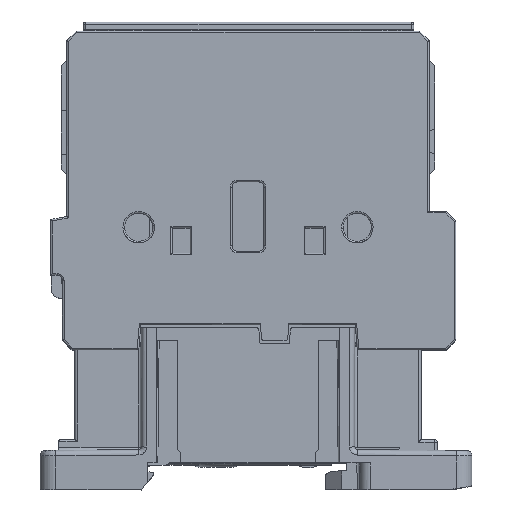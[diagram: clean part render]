
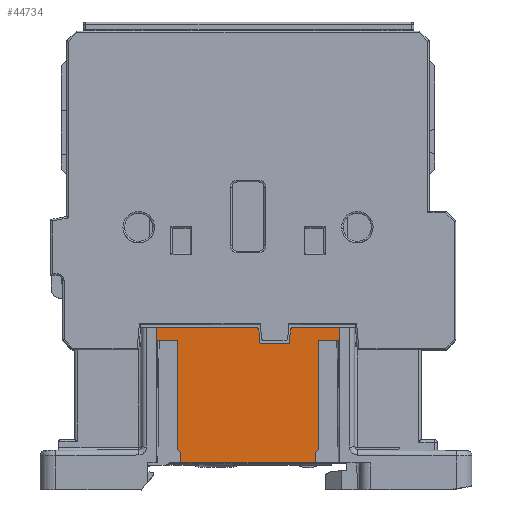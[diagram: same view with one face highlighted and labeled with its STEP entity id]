
A CAD part, top view. The second image highlights one B-rep face of the part: STEP entity #44734.
In plain terms, the highlighted planar face has unit normal (0, -0.009, 1).
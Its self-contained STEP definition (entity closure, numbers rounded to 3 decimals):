
#26535=DIRECTION('',(-1.,0.,0.));
#26536=VECTOR('',#26535,25.202);
#26537=CARTESIAN_POINT('',(-8.078,0.682,22.281));
#26538=LINE('',#26537,#26536);
#29482=CARTESIAN_POINT('',(-19.137,26.082,
22.5));
#29483=CARTESIAN_POINT('',(-19.072,26.082,
22.5));
#29484=CARTESIAN_POINT('',(-18.952,26.058,
22.5));
#29485=CARTESIAN_POINT('',(-18.792,25.96,
22.499));
#29486=CARTESIAN_POINT('',(-18.678,25.807,
22.498));
#29487=CARTESIAN_POINT('',(-18.644,25.69,
22.497));
#29488=CARTESIAN_POINT('',(-18.639,25.625,
22.496));
#29506=DIRECTION('',(0.,1.,0.009));
#29507=VECTOR('',#29506,23.456);
#29508=CARTESIAN_POINT('',(-37.869,2.627,
22.295));
#29509=LINE('',#29508,#29507);
#29510=DIRECTION('',(-1.,0.,0.));
#29511=VECTOR('',#29510,18.732);
#29512=CARTESIAN_POINT('',(-19.137,26.082,
22.5));
#29513=LINE('',#29512,#29511);
#29514=DIRECTION('',(-0.087,0.996,0.009));
#29515=VECTOR('',#29514,2.553);
#29516=CARTESIAN_POINT('',(-18.416,23.082,
22.474));
#29517=LINE('',#29516,#29515);
#29518=DIRECTION('',(1.,0.,0.));
#29519=VECTOR('',#29518,5.475);
#29520=CARTESIAN_POINT('',(-18.416,23.082,
22.474));
#29521=LINE('',#29520,#29519);
#29522=DIRECTION('',(-0.087,-0.996,-0.009));
#29523=VECTOR('',#29522,2.553);
#29524=CARTESIAN_POINT('',(-12.719,25.625,
22.496));
#29525=LINE('',#29524,#29523);
#29526=DIRECTION('',(-1.,0.,0.));
#29527=VECTOR('',#29526,8.732);
#29528=CARTESIAN_POINT('',(-3.488,26.082,
22.5));
#29529=LINE('',#29528,#29527);
#29530=DIRECTION('',(0.01,-1.,-0.009));
#29531=VECTOR('',#29530,21.057);
#29532=CARTESIAN_POINT('',(-3.702,23.682,
22.479));
#29533=LINE('',#29532,#29531);
#29534=DIRECTION('',(-1.,0.,0.));
#29535=VECTOR('',#29534,3.677);
#29536=CARTESIAN_POINT('',(-3.702,23.682,
22.479));
#29537=LINE('',#29536,#29535);
#29538=DIRECTION('',(0.707,0.707,0.007));
#29539=VECTOR('',#29538,0.854);
#29540=CARTESIAN_POINT('',(-8.072,2.588,
22.293));
#29541=LINE('',#29540,#29539);
#29542=CARTESIAN_POINT('',(-33.28,0.682,22.281));
#29543=CARTESIAN_POINT('',(-33.282,1.316,
22.287));
#29544=CARTESIAN_POINT('',(-33.282,1.954,
22.288));
#29545=CARTESIAN_POINT('',(-33.285,2.588,
22.293));
#29547=DIRECTION('',(0.707,-0.707,-0.007));
#29548=VECTOR('',#29547,0.854);
#29549=CARTESIAN_POINT('',(-33.889,3.192,
22.299));
#29550=LINE('',#29549,#29548);
#29551=DIRECTION('',(-1.,0.,0.));
#29552=VECTOR('',#29551,3.677);
#29553=CARTESIAN_POINT('',(-33.979,23.682,
22.479));
#29554=LINE('',#29553,#29552);
#29555=DIRECTION('',(0.01,1.,0.009));
#29556=VECTOR('',#29555,21.057);
#29557=CARTESIAN_POINT('',(-37.869,2.627,
22.295));
#29558=LINE('',#29557,#29556);
#29592=CARTESIAN_POINT('',(-37.656,23.682,
22.479));
#29613=DIRECTION('',(-0.004,1.,0.009));
#29614=VECTOR('',#29613,20.49);
#29615=CARTESIAN_POINT('',(-33.889,3.192,
22.299));
#29616=LINE('',#29615,#29614);
#34558=DIRECTION('',(0.,1.,0.009));
#34559=VECTOR('',#34558,23.456);
#34560=CARTESIAN_POINT('',(-3.488,2.627,
22.295));
#34561=LINE('',#34560,#34559);
#34594=CARTESIAN_POINT('',(-3.702,23.682,
22.479));
#34628=CARTESIAN_POINT('',(-8.072,2.588,
22.293));
#34629=CARTESIAN_POINT('',(-8.075,1.952,
22.288));
#34630=CARTESIAN_POINT('',(-8.075,1.318,
22.287));
#34631=CARTESIAN_POINT('',(-8.078,0.682,22.281));
#34661=DIRECTION('',(-0.004,-1.,-0.009));
#34662=VECTOR('',#34661,20.49);
#34663=CARTESIAN_POINT('',(-7.379,23.682,
22.479));
#34664=LINE('',#34663,#34662);
#34681=CARTESIAN_POINT('',(-12.719,25.625,
22.496));
#34682=CARTESIAN_POINT('',(-12.713,25.686,
22.497));
#34683=CARTESIAN_POINT('',(-12.683,25.799,
22.498));
#34684=CARTESIAN_POINT('',(-12.57,25.957,
22.499));
#34685=CARTESIAN_POINT('',(-12.406,26.058,
22.5));
#34686=CARTESIAN_POINT('',(-12.286,26.082,
22.5));
#34687=CARTESIAN_POINT('',(-12.221,26.082,
22.5));
#39886=VERTEX_POINT('',#29482);
#39887=VERTEX_POINT('',#29488);
#39932=CARTESIAN_POINT('',(-12.221,26.082,
22.5));
#39933=VERTEX_POINT('',#39932);
#39934=VERTEX_POINT('',#34681);
#40163=VERTEX_POINT('',#29592);
#40164=CARTESIAN_POINT('',(-33.979,23.682,
22.479));
#40165=VERTEX_POINT('',#40164);
#40168=CARTESIAN_POINT('',(-33.889,3.192,
22.299));
#40169=VERTEX_POINT('',#40168);
#40170=CARTESIAN_POINT('',(-33.285,2.588,
22.293));
#40171=VERTEX_POINT('',#40170);
#40176=CARTESIAN_POINT('',(-7.468,3.192,
22.299));
#40177=VERTEX_POINT('',#40176);
#40178=CARTESIAN_POINT('',(-7.379,23.682,
22.479));
#40179=VERTEX_POINT('',#40178);
#40180=CARTESIAN_POINT('',(-12.941,23.082,
22.474));
#40181=VERTEX_POINT('',#40180);
#40182=CARTESIAN_POINT('',(-18.416,23.082,
22.474));
#40183=VERTEX_POINT('',#40182);
#40184=CARTESIAN_POINT('',(-37.869,26.082,
22.5));
#40185=VERTEX_POINT('',#40184);
#40186=CARTESIAN_POINT('',(-37.869,2.627,
22.295));
#40187=VERTEX_POINT('',#40186);
#40190=CARTESIAN_POINT('',(-8.072,2.588,
22.293));
#40191=VERTEX_POINT('',#40190);
#40194=VERTEX_POINT('',#34594);
#40206=CARTESIAN_POINT('',(-3.488,26.082,
22.5));
#40207=VERTEX_POINT('',#40206);
#40208=CARTESIAN_POINT('',(-3.488,2.627,
22.295));
#40209=VERTEX_POINT('',#40208);
#40313=CARTESIAN_POINT('',(-33.28,0.682,22.281));
#40314=VERTEX_POINT('',#40313);
#40315=VERTEX_POINT('',#34631);
#44690=CARTESIAN_POINT('',(-20.679,13.382,
22.389));
#44691=DIRECTION('',(0.,-0.009,1.));
#44692=DIRECTION('',(0.,-1.,-0.009));
#44693=AXIS2_PLACEMENT_3D('',#44690,#44691,#44692);
#44694=PLANE('',#44693);
#44696=ORIENTED_EDGE('',*,*,#44695,.T.);
#44697=ORIENTED_EDGE('',*,*,#44667,.F.);
#44698=ORIENTED_EDGE('',*,*,#44681,.T.);
#44700=ORIENTED_EDGE('',*,*,#44699,.F.);
#44702=ORIENTED_EDGE('',*,*,#44701,.T.);
#44704=ORIENTED_EDGE('',*,*,#44703,.F.);
#44706=ORIENTED_EDGE('',*,*,#44705,.T.);
#44708=ORIENTED_EDGE('',*,*,#44707,.F.);
#44710=ORIENTED_EDGE('',*,*,#44709,.F.);
#44712=ORIENTED_EDGE('',*,*,#44711,.F.);
#44714=ORIENTED_EDGE('',*,*,#44713,.T.);
#44716=ORIENTED_EDGE('',*,*,#44715,.T.);
#44718=ORIENTED_EDGE('',*,*,#44717,.F.);
#44720=ORIENTED_EDGE('',*,*,#44719,.T.);
#44721=ORIENTED_EDGE('',*,*,#40970,.T.);
#44723=ORIENTED_EDGE('',*,*,#44722,.T.);
#44725=ORIENTED_EDGE('',*,*,#44724,.F.);
#44727=ORIENTED_EDGE('',*,*,#44726,.T.);
#44729=ORIENTED_EDGE('',*,*,#44728,.T.);
#44731=ORIENTED_EDGE('',*,*,#44730,.F.);
#44732=EDGE_LOOP('',(#44696,#44697,#44698,#44700,#44702,#44704,#44706,#44708,
#44710,#44712,#44714,#44716,#44718,#44720,#44721,#44723,#44725,#44727,#44729,
#44731));
#44733=FACE_OUTER_BOUND('',#44732,.F.);
#44734=ADVANCED_FACE('',(#44733),#44694,.T.);
#29489=B_SPLINE_CURVE_WITH_KNOTS('',3,(#29482,#29483,#29484,#29485,#29486,
#29487,#29488),.UNSPECIFIED.,.F.,.F.,(4,1,1,1,4),(0.,0.25,0.5,0.75,
1.),.UNSPECIFIED.);
#29546=B_SPLINE_CURVE_WITH_KNOTS('',3,(#29542,#29543,#29544,#29545),
.UNSPECIFIED.,.F.,.F.,(4,4),(0.,1.),.UNSPECIFIED.);
#34632=B_SPLINE_CURVE_WITH_KNOTS('',3,(#34628,#34629,#34630,#34631),
.UNSPECIFIED.,.F.,.F.,(4,4),(0.,1.),.UNSPECIFIED.);
#34688=B_SPLINE_CURVE_WITH_KNOTS('',3,(#34681,#34682,#34683,#34684,#34685,
#34686,#34687),.UNSPECIFIED.,.F.,.F.,(4,1,1,1,4),(0.,0.25,0.5,0.75,
1.),.UNSPECIFIED.);
#40970=EDGE_CURVE('',#40315,#40314,#26538,.T.);
#44667=EDGE_CURVE('',#39886,#40185,#29513,.T.);
#44681=EDGE_CURVE('',#39886,#39887,#29489,.T.);
#44695=EDGE_CURVE('',#40187,#40185,#29509,.T.);
#44699=EDGE_CURVE('',#40183,#39887,#29517,.T.);
#44701=EDGE_CURVE('',#40183,#40181,#29521,.T.);
#44703=EDGE_CURVE('',#39934,#40181,#29525,.T.);
#44705=EDGE_CURVE('',#39934,#39933,#34688,.T.);
#44707=EDGE_CURVE('',#40207,#39933,#29529,.T.);
#44709=EDGE_CURVE('',#40209,#40207,#34561,.T.);
#44711=EDGE_CURVE('',#40194,#40209,#29533,.T.);
#44713=EDGE_CURVE('',#40194,#40179,#29537,.T.);
#44715=EDGE_CURVE('',#40179,#40177,#34664,.T.);
#44717=EDGE_CURVE('',#40191,#40177,#29541,.T.);
#44719=EDGE_CURVE('',#40191,#40315,#34632,.T.);
#44722=EDGE_CURVE('',#40314,#40171,#29546,.T.);
#44724=EDGE_CURVE('',#40169,#40171,#29550,.T.);
#44726=EDGE_CURVE('',#40169,#40165,#29616,.T.);
#44728=EDGE_CURVE('',#40165,#40163,#29554,.T.);
#44730=EDGE_CURVE('',#40187,#40163,#29558,.T.);
